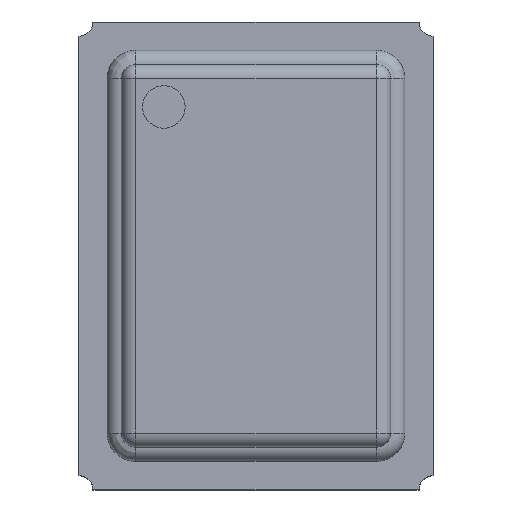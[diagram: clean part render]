
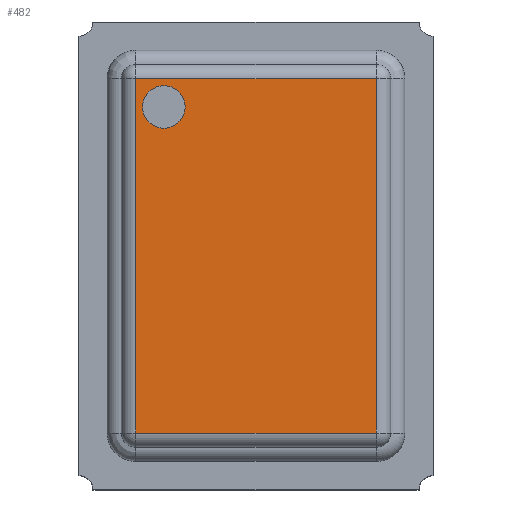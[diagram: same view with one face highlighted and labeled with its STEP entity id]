
A CAD part, top view. The second image highlights one B-rep face of the part: STEP entity #482.
In plain terms, the highlighted planar face has unit normal (0, 0, 1).
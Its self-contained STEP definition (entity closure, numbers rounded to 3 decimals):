
#170=CARTESIAN_POINT('',(-0.5,1.05,1.2));
#171=VERTEX_POINT('',#170);
#187=CARTESIAN_POINT('',(-0.8,1.05,1.2));
#188=VERTEX_POINT('',#187);
#195=CARTESIAN_POINT('',(-0.65,1.05,1.2));
#196=DIRECTION('',(0.0,0.0,-1.0));
#197=DIRECTION('',(1.0,0.0,0.0));
#198=AXIS2_PLACEMENT_3D('',#195,#196,#197);
#199=CIRCLE('',#198,0.15);
#200=EDGE_CURVE('',#171,#188,#199,.T.);
#211=CARTESIAN_POINT('',(-0.65,1.05,1.2));
#212=DIRECTION('',(0.0,0.0,-1.0));
#213=DIRECTION('',(1.0,0.0,0.0));
#214=AXIS2_PLACEMENT_3D('',#211,#212,#213);
#215=CIRCLE('',#214,0.15);
#216=EDGE_CURVE('',#188,#171,#215,.T.);
#246=CARTESIAN_POINT('',(-0.85,1.25,1.2));
#247=VERTEX_POINT('',#246);
#255=CARTESIAN_POINT('',(0.85,1.25,1.2));
#256=VERTEX_POINT('',#255);
#257=CARTESIAN_POINT('',(-0.85,1.25,1.2));
#258=DIRECTION('',(1.0,0.0,0.0));
#259=VECTOR('',#258,1.7);
#260=LINE('',#257,#259);
#261=EDGE_CURVE('',#247,#256,#260,.T.);
#295=CARTESIAN_POINT('',(0.85,-1.25,1.2));
#296=VERTEX_POINT('',#295);
#297=CARTESIAN_POINT('',(0.85,1.25,1.2));
#298=DIRECTION('',(0.0,-1.0,0.0));
#299=VECTOR('',#298,2.5);
#300=LINE('',#297,#299);
#301=EDGE_CURVE('',#256,#296,#300,.T.);
#335=CARTESIAN_POINT('',(-0.85,-1.25,1.2));
#336=VERTEX_POINT('',#335);
#337=CARTESIAN_POINT('',(0.85,-1.25,1.2));
#338=DIRECTION('',(-1.0,0.0,0.0));
#339=VECTOR('',#338,1.7);
#340=LINE('',#337,#339);
#341=EDGE_CURVE('',#296,#336,#340,.T.);
#392=CARTESIAN_POINT('',(-0.85,-1.25,1.2));
#393=DIRECTION('',(0.0,1.0,0.0));
#394=VECTOR('',#393,2.5);
#395=LINE('',#392,#394);
#396=EDGE_CURVE('',#336,#247,#395,.T.);
#467=CARTESIAN_POINT('',(0.,0.,1.2));
#468=DIRECTION('',(0.0,0.0,1.0));
#469=DIRECTION('',(0.0,1.0,0.0));
#470=AXIS2_PLACEMENT_3D('',#467,#468,#469);
#471=PLANE('',#470);
#472=ORIENTED_EDGE('',*,*,#261,.F.);
#473=ORIENTED_EDGE('',*,*,#396,.F.);
#474=ORIENTED_EDGE('',*,*,#341,.F.);
#475=ORIENTED_EDGE('',*,*,#301,.F.);
#476=EDGE_LOOP('',(#472,#473,#474,#475));
#477=FACE_OUTER_BOUND('',#476,.T.);
#478=ORIENTED_EDGE('',*,*,#200,.T.);
#479=ORIENTED_EDGE('',*,*,#216,.T.);
#480=EDGE_LOOP('',(#478,#479));
#481=FACE_BOUND('',#480,.T.);
#482=ADVANCED_FACE('',(#477,#481),#471,.T.);
